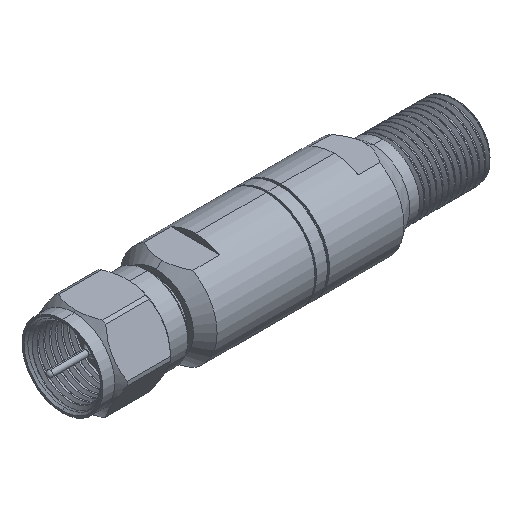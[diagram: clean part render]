
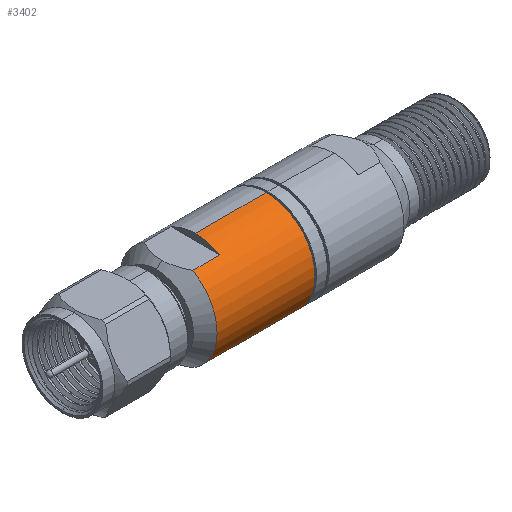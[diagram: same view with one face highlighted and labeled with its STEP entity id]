
A CAD part, isometric view. The second image highlights one B-rep face of the part: STEP entity #3402.
In plain terms, the highlighted cylindrical face has radius 6.349 mm (diameter 12.698 mm), a partial arc.
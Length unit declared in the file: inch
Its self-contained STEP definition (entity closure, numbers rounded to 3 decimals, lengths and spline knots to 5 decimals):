
#6 = DIRECTION ( 'NONE',  ( 0., 0., 1. ) ) ;
#154 = LINE ( 'NONE', #5912, #3984 ) ;
#170 = EDGE_CURVE ( 'NONE', #3885, #8752, #154, .T. ) ;
#180 = CARTESIAN_POINT ( 'NONE',  ( 0.6824, -0.12489, 0.21654 ) ) ;
#255 = ORIENTED_EDGE ( 'NONE', *, *, #784, .T. ) ;
#403 = AXIS2_PLACEMENT_3D ( 'NONE', #1074, #3541, #6815 ) ;
#549 = CARTESIAN_POINT ( 'NONE',  ( 0.6824, -0.12489, -0.21654 ) ) ;
#574 = ORIENTED_EDGE ( 'NONE', *, *, #5185, .T. ) ;
#760 = DIRECTION ( 'NONE',  ( 1., 0., 0. ) ) ;
#784 = EDGE_CURVE ( 'NONE', #2638, #7223, #4349, .T. ) ;
#1074 = CARTESIAN_POINT ( 'NONE',  ( 0.6824, 0., 0. ) ) ;
#1375 = VECTOR ( 'NONE', #2901, 39.37008 ) ;
#1610 = VECTOR ( 'NONE', #760, 39.37008 ) ;
#1629 = ORIENTED_EDGE ( 'NONE', *, *, #6871, .F. ) ;
#1957 = AXIS2_PLACEMENT_3D ( 'NONE', #4937, #5739, #6692 ) ;
#1996 = CARTESIAN_POINT ( 'NONE',  ( 1.59541, 0., 0.24997 ) ) ;
#2010 = CARTESIAN_POINT ( 'NONE',  ( 0.6824, 0., -0.24997 ) ) ;
#2039 = ORIENTED_EDGE ( 'NONE', *, *, #9685, .T. ) ;
#2171 = CARTESIAN_POINT ( 'NONE',  ( 1.59541, -0.12489, -0.21654 ) ) ;
#2229 = VECTOR ( 'NONE', #7913, 39.37008 ) ;
#2363 = LINE ( 'NONE', #7192, #1610 ) ;
#2424 = DIRECTION ( 'NONE',  ( 1., 0., 0. ) ) ;
#2527 = ORIENTED_EDGE ( 'NONE', *, *, #6351, .T. ) ;
#2599 = VERTEX_POINT ( 'NONE', #10264 ) ;
#2638 = VERTEX_POINT ( 'NONE', #549 ) ;
#2901 = DIRECTION ( 'NONE',  ( 1., 0., 0. ) ) ;
#2915 = CIRCLE ( 'NONE', #8416, 0.24997 ) ;
#3110 = CARTESIAN_POINT ( 'NONE',  ( 0.6824, 0., 0.24997 ) ) ;
#3124 = EDGE_LOOP ( 'NONE', ( #1629, #9680, #6768, #574, #2527, #255, #2039, #7035 ) ) ;
#3337 = DIRECTION ( 'NONE',  ( -1., 0., 0. ) ) ;
#3363 = CARTESIAN_POINT ( 'NONE',  ( 0.54435, 0., 0. ) ) ;
#3402 = ADVANCED_FACE ( 'NONE', ( #9918 ), #6592, .T. ) ;
#3541 = DIRECTION ( 'NONE',  ( 1., 0., 0. ) ) ;
#3684 = CARTESIAN_POINT ( 'NONE',  ( 0.54435, -0.12489, 0.21654 ) ) ;
#3885 = VERTEX_POINT ( 'NONE', #180 ) ;
#3984 = VECTOR ( 'NONE', #3337, 39.37008 ) ;
#4349 = CIRCLE ( 'NONE', #403, 0.24997 ) ;
#4455 = AXIS2_PLACEMENT_3D ( 'NONE', #3363, #8250, #10012 ) ;
#4877 = CIRCLE ( 'NONE', #4455, 0.24997 ) ;
#4937 = CARTESIAN_POINT ( 'NONE',  ( 1.59541, 0., 0. ) ) ;
#5185 = EDGE_CURVE ( 'NONE', #8752, #7125, #4877, .T. ) ;
#5739 = DIRECTION ( 'NONE',  ( 1., 0., 0. ) ) ;
#5912 = CARTESIAN_POINT ( 'NONE',  ( 1.59541, -0.12489, 0.21654 ) ) ;
#6143 = LINE ( 'NONE', #2171, #2229 ) ;
#6202 = DIRECTION ( 'NONE',  ( 1., 0., 0. ) ) ;
#6295 = LINE ( 'NONE', #1996, #1375 ) ;
#6351 = EDGE_CURVE ( 'NONE', #7125, #2638, #6143, .T. ) ;
#6366 = VERTEX_POINT ( 'NONE', #10330 ) ;
#6592 = CYLINDRICAL_SURFACE ( 'NONE', #1957, 0.24997 ) ;
#6692 = DIRECTION ( 'NONE',  ( 0., 0., -1. ) ) ;
#6768 = ORIENTED_EDGE ( 'NONE', *, *, #170, .T. ) ;
#6815 = DIRECTION ( 'NONE',  ( 0., 0., 1. ) ) ;
#6871 = EDGE_CURVE ( 'NONE', #8437, #6366, #6295, .T. ) ;
#7035 = ORIENTED_EDGE ( 'NONE', *, *, #7396, .F. ) ;
#7125 = VERTEX_POINT ( 'NONE', #8256 ) ;
#7192 = CARTESIAN_POINT ( 'NONE',  ( 1.59541, 0., -0.24997 ) ) ;
#7223 = VERTEX_POINT ( 'NONE', #2010 ) ;
#7396 = EDGE_CURVE ( 'NONE', #6366, #2599, #2915, .T. ) ;
#7811 = EDGE_CURVE ( 'NONE', #8437, #3885, #10127, .T. ) ;
#7913 = DIRECTION ( 'NONE',  ( 1., 0., 0. ) ) ;
#7976 = CARTESIAN_POINT ( 'NONE',  ( 1.04693, 0., 0. ) ) ;
#8250 = DIRECTION ( 'NONE',  ( 1., 0., 0. ) ) ;
#8256 = CARTESIAN_POINT ( 'NONE',  ( 0.54435, -0.12489, -0.21654 ) ) ;
#8416 = AXIS2_PLACEMENT_3D ( 'NONE', #7976, #6202, #8726 ) ;
#8437 = VERTEX_POINT ( 'NONE', #3110 ) ;
#8726 = DIRECTION ( 'NONE',  ( 0., 0., -1. ) ) ;
#8752 = VERTEX_POINT ( 'NONE', #3684 ) ;
#9433 = AXIS2_PLACEMENT_3D ( 'NONE', #10541, #2424, #6 ) ;
#9680 = ORIENTED_EDGE ( 'NONE', *, *, #7811, .T. ) ;
#9685 = EDGE_CURVE ( 'NONE', #7223, #2599, #2363, .T. ) ;
#9918 = FACE_OUTER_BOUND ( 'NONE', #3124, .T. ) ;
#10012 = DIRECTION ( 'NONE',  ( 0., 0., -1. ) ) ;
#10127 = CIRCLE ( 'NONE', #9433, 0.24997 ) ;
#10264 = CARTESIAN_POINT ( 'NONE',  ( 1.04693, 0., -0.24997 ) ) ;
#10330 = CARTESIAN_POINT ( 'NONE',  ( 1.04693, 0., 0.24997 ) ) ;
#10541 = CARTESIAN_POINT ( 'NONE',  ( 0.6824, 0., 0. ) ) ;
